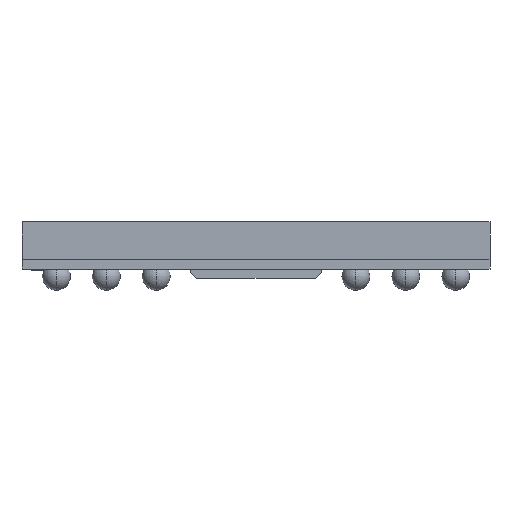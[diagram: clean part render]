
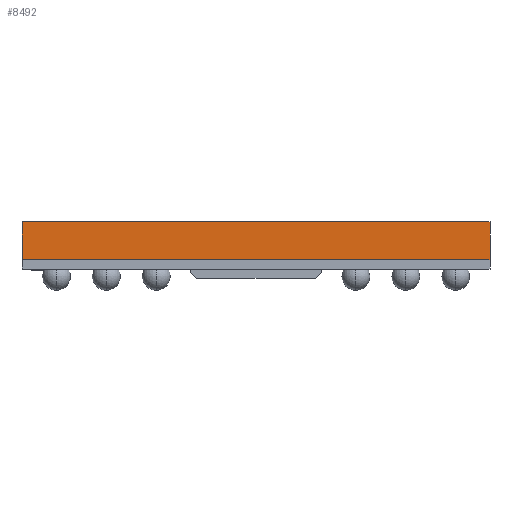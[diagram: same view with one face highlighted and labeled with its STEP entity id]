
A CAD part, front view. The second image highlights one B-rep face of the part: STEP entity #8492.
In plain terms, the highlighted planar face has unit normal (0, -1, 0).
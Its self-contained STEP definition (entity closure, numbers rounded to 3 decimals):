
#55 = AXIS2_PLACEMENT_3D ( 'NONE', #8571, #14234, #14020 ) ;
#1775 = EDGE_CURVE ( 'NONE', #13104, #4324, #12574, .T. ) ;
#2112 = LINE ( 'NONE', #6375, #5352 ) ;
#2182 = EDGE_CURVE ( 'NONE', #13104, #7733, #2611, .T. ) ;
#2368 = ORIENTED_EDGE ( 'NONE', *, *, #6931, .T. ) ;
#2611 = LINE ( 'NONE', #9015, #10111 ) ;
#3029 = CARTESIAN_POINT ( 'NONE',  ( 3.75, -5.5, 0.76 ) ) ;
#3817 = CARTESIAN_POINT ( 'NONE',  ( 3.75, -5.5, 0.152 ) ) ;
#3852 = CARTESIAN_POINT ( 'NONE',  ( -3.75, -5.5, 0.76 ) ) ;
#4324 = VERTEX_POINT ( 'NONE', #5296 ) ;
#5046 = CARTESIAN_POINT ( 'NONE',  ( 3.75, -5.5, 0.76 ) ) ;
#5296 = CARTESIAN_POINT ( 'NONE',  ( -3.75, -5.5, 0.152 ) ) ;
#5352 = VECTOR ( 'NONE', #6574, 1000. ) ;
#6270 = FACE_OUTER_BOUND ( 'NONE', #10452, .T. ) ;
#6375 = CARTESIAN_POINT ( 'NONE',  ( -3.75, -5.5, 0.152 ) ) ;
#6492 = VECTOR ( 'NONE', #7054, 1000. ) ;
#6574 = DIRECTION ( 'NONE',  ( 1., 0., 0. ) ) ;
#6931 = EDGE_CURVE ( 'NONE', #4324, #11466, #2112, .T. ) ;
#7054 = DIRECTION ( 'NONE',  ( 0., 0., -1. ) ) ;
#7078 = DIRECTION ( 'NONE',  ( 1., 0., 0. ) ) ;
#7733 = VERTEX_POINT ( 'NONE', #3029 ) ;
#8492 = ADVANCED_FACE ( 'NONE', ( #6270 ), #8649, .F. ) ;
#8571 = CARTESIAN_POINT ( 'NONE',  ( -3.75, -5.5, 0.76 ) ) ;
#8649 = PLANE ( 'NONE',  #55 ) ;
#8888 = EDGE_CURVE ( 'NONE', #7733, #11466, #10513, .T. ) ;
#9015 = CARTESIAN_POINT ( 'NONE',  ( -3.75, -5.5, 0.76 ) ) ;
#9208 = ORIENTED_EDGE ( 'NONE', *, *, #8888, .F. ) ;
#10111 = VECTOR ( 'NONE', #7078, 1000. ) ;
#10452 = EDGE_LOOP ( 'NONE', ( #2368, #9208, #10847, #11849 ) ) ;
#10513 = LINE ( 'NONE', #5046, #13251 ) ;
#10683 = CARTESIAN_POINT ( 'NONE',  ( -3.75, -5.5, 0.76 ) ) ;
#10847 = ORIENTED_EDGE ( 'NONE', *, *, #2182, .F. ) ;
#11466 = VERTEX_POINT ( 'NONE', #3817 ) ;
#11849 = ORIENTED_EDGE ( 'NONE', *, *, #1775, .T. ) ;
#12574 = LINE ( 'NONE', #3852, #6492 ) ;
#13104 = VERTEX_POINT ( 'NONE', #10683 ) ;
#13251 = VECTOR ( 'NONE', #13943, 1000. ) ;
#13943 = DIRECTION ( 'NONE',  ( 0., 0., -1. ) ) ;
#14020 = DIRECTION ( 'NONE',  ( 0., 0., 1. ) ) ;
#14234 = DIRECTION ( 'NONE',  ( 0., 1., 0. ) ) ;
